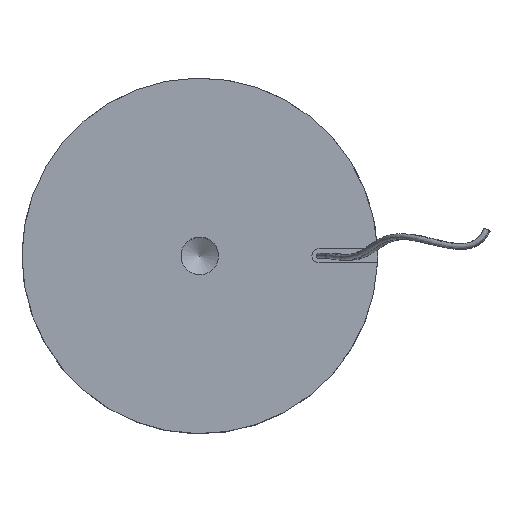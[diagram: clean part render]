
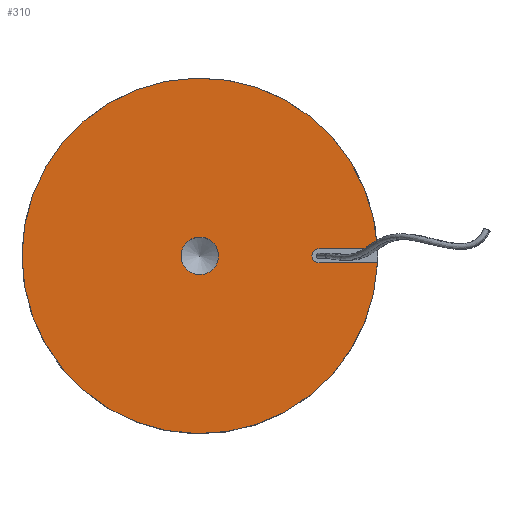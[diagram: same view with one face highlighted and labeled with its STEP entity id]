
A CAD part, top view. The second image highlights one B-rep face of the part: STEP entity #310.
In plain terms, the highlighted planar face has unit normal (0, 0, 1).
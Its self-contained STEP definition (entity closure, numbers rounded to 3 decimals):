
#22=FACE_BOUND('',#134,.T.);
#43=PLANE('',#355);
#50=CIRCLE('',#338,3.324);
#57=CIRCLE('',#350,1.25);
#59=CIRCLE('',#356,31.5);
#68=LINE('',#1956,#77);
#72=LINE('',#1963,#81);
#77=VECTOR('',#427,10.);
#81=VECTOR('',#433,10.);
#102=FACE_OUTER_BOUND('',#133,.T.);
#133=EDGE_LOOP('',(#269,#270,#271,#272));
#134=EDGE_LOOP('',(#273));
#161=VERTEX_POINT('',#1927);
#169=VERTEX_POINT('',#1947);
#170=VERTEX_POINT('',#1949);
#172=VERTEX_POINT('',#1955);
#174=VERTEX_POINT('',#1961);
#192=EDGE_CURVE('',#161,#161,#50,.T.);
#200=EDGE_CURVE('',#170,#169,#57,.T.);
#203=EDGE_CURVE('',#172,#170,#68,.T.);
#207=EDGE_CURVE('',#169,#174,#72,.T.);
#209=EDGE_CURVE('',#172,#174,#59,.T.);
#269=ORIENTED_EDGE('',*,*,#203,.T.);
#270=ORIENTED_EDGE('',*,*,#200,.T.);
#271=ORIENTED_EDGE('',*,*,#207,.T.);
#272=ORIENTED_EDGE('',*,*,#209,.F.);
#273=ORIENTED_EDGE('',*,*,#192,.T.);
#310=ADVANCED_FACE('',(#102,#22),#43,.F.);
#338=AXIS2_PLACEMENT_3D('',#1928,#396,#397);
#350=AXIS2_PLACEMENT_3D('',#1950,#421,#422);
#355=AXIS2_PLACEMENT_3D('',#1966,#438,#439);
#356=AXIS2_PLACEMENT_3D('',#1967,#440,#441);
#396=DIRECTION('center_axis',(0.,0.,-1.));
#397=DIRECTION('ref_axis',(1.,0.,0.));
#421=DIRECTION('center_axis',(0.,0.,-1.));
#422=DIRECTION('ref_axis',(0.,1.,0.));
#427=DIRECTION('',(-1.,0.,0.));
#433=DIRECTION('',(1.,0.,0.));
#438=DIRECTION('center_axis',(0.,0.,-1.));
#439=DIRECTION('ref_axis',(-1.,0.,0.));
#440=DIRECTION('center_axis',(0.,0.,-1.));
#441=DIRECTION('ref_axis',(-1.,0.,0.));
#1927=CARTESIAN_POINT('',(3.324,0.,30.));
#1928=CARTESIAN_POINT('Origin',(0.,0.,
30.));
#1947=CARTESIAN_POINT('',(21.125,1.25,30.));
#1949=CARTESIAN_POINT('',(21.125,-1.25,30.));
#1950=CARTESIAN_POINT('Origin',(21.125,0.,30.));
#1955=CARTESIAN_POINT('',(31.475,-1.25,30.));
#1956=CARTESIAN_POINT('',(10.563,-1.25,30.));
#1961=CARTESIAN_POINT('',(31.475,1.25,30.));
#1963=CARTESIAN_POINT('',(15.738,1.25,30.));
#1966=CARTESIAN_POINT('Origin',(0.,0.,30.));
#1967=CARTESIAN_POINT('Origin',(0.,0.,30.));
